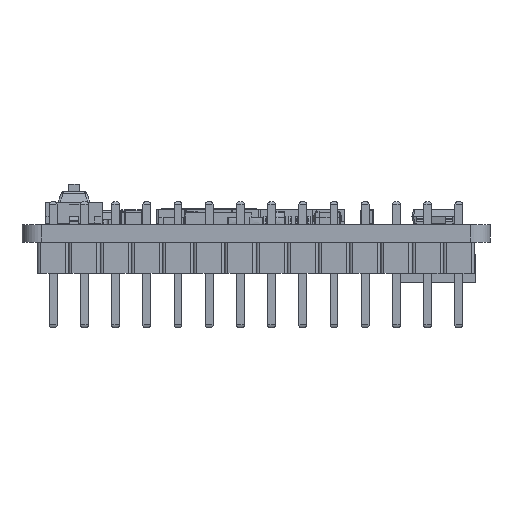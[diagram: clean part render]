
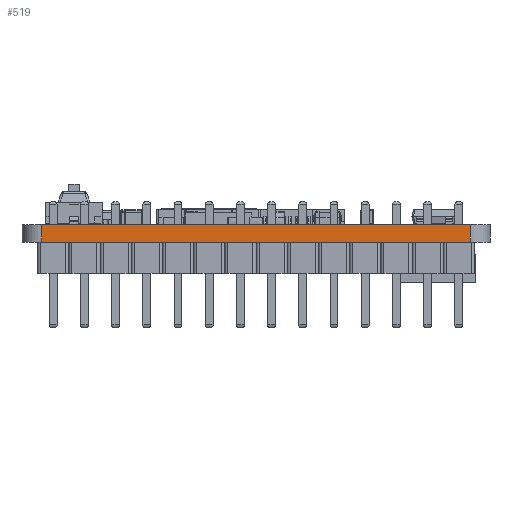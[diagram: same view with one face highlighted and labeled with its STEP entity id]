
A CAD part, left-side view. The second image highlights one B-rep face of the part: STEP entity #519.
In plain terms, the highlighted planar face has unit normal (-1, 0, 0).
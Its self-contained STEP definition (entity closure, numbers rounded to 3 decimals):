
#289 = EDGE_CURVE('',#290,#292,#294,.T.);
#290 = VERTEX_POINT('',#291);
#291 = CARTESIAN_POINT('',(0.,1.27,0.));
#292 = VERTEX_POINT('',#293);
#293 = CARTESIAN_POINT('',(0.,1.27,1.123));
#294 = LINE('',#295,#296);
#295 = CARTESIAN_POINT('',(0.,1.27,0.));
#296 = VECTOR('',#297,1.);
#297 = DIRECTION('',(0.,0.,1.));
#492 = VERTEX_POINT('',#493);
#493 = CARTESIAN_POINT('',(0.,28.73,1.123)
  );
#500 = EDGE_CURVE('',#501,#492,#503,.T.);
#501 = VERTEX_POINT('',#502);
#502 = CARTESIAN_POINT('',(0.,28.73,0.)
  );
#503 = LINE('',#504,#505);
#504 = CARTESIAN_POINT('',(0.,28.73,0.)
  );
#505 = VECTOR('',#506,1.);
#506 = DIRECTION('',(0.,0.,1.));
#519 = ADVANCED_FACE('',(#520),#536,.F.);
#520 = FACE_BOUND('',#521,.F.);
#521 = EDGE_LOOP('',(#522,#523,#529,#530));
#522 = ORIENTED_EDGE('',*,*,#500,.T.);
#523 = ORIENTED_EDGE('',*,*,#524,.T.);
#524 = EDGE_CURVE('',#492,#292,#525,.T.);
#525 = LINE('',#526,#527);
#526 = CARTESIAN_POINT('',(0.,28.73,1.123));
#527 = VECTOR('',#528,1.);
#528 = DIRECTION('',(0.,-1.,0.));
#529 = ORIENTED_EDGE('',*,*,#289,.F.);
#530 = ORIENTED_EDGE('',*,*,#531,.F.);
#531 = EDGE_CURVE('',#501,#290,#532,.T.);
#532 = LINE('',#533,#534);
#533 = CARTESIAN_POINT('',(0.,28.73,0.));
#534 = VECTOR('',#535,1.);
#535 = DIRECTION('',(0.,-1.,0.));
#536 = PLANE('',#537);
#537 = AXIS2_PLACEMENT_3D('',#538,#539,#540);
#538 = CARTESIAN_POINT('',(0.,28.73,0.));
#539 = DIRECTION('',(1.,0.,0.));
#540 = DIRECTION('',(0.,-1.,0.));
